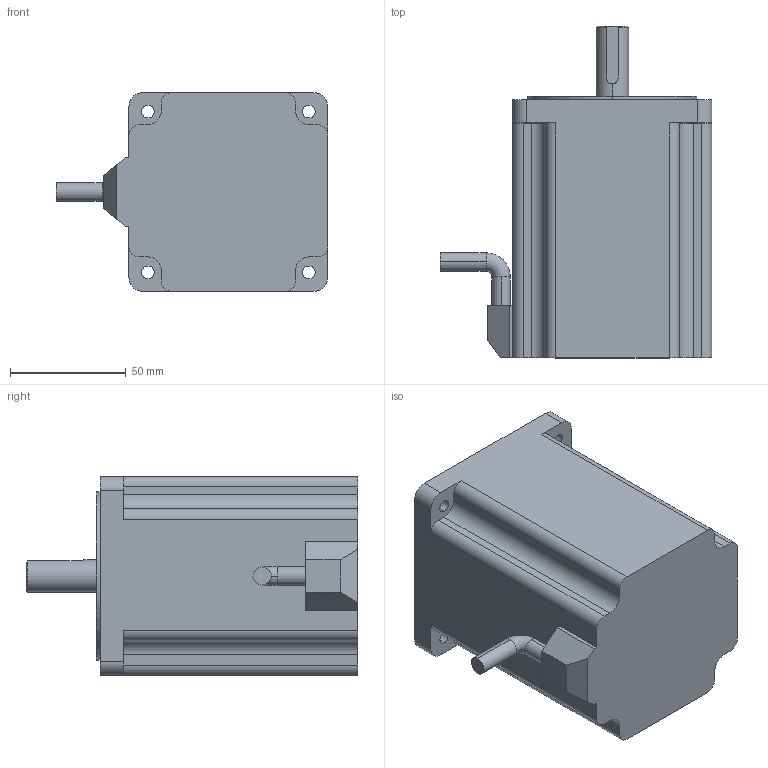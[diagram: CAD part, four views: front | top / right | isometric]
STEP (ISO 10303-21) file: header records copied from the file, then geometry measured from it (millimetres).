
FILE_DESCRIPTION (( 'STEP AP203' ), '1' );
FILE_NAME ('JK86BLS98-X015.STEP', '2022-08-02T05:09:44', ( 'WBL' ), ( 'Microsoft' ), 'SwSTEP 2.0', 'SolidWorks 2020', '' );
FILE_SCHEMA (( 'CONFIG_CONTROL_DESIGN' ));
Length unit declared in the file: millimetre
Products named in the file (1): JK86BLS98-X015
Bounding box: 117.48 x 143.5 x 86 mm (x, y, z)
Volume: 759586.4 mm3; surface area: 54419.3 mm2
Topology: 1 solids, 1 shells, 68 faces, 188 edges, 125 vertices
Faces by surface type: cylinder 33, plane 31, torus 2, cone 2
Entity records: 2320 total; most frequent: CARTESIAN_POINT 420, DIRECTION 395, ORIENTED_EDGE 376, EDGE_CURVE 188, AXIS2_PLACEMENT_3D 142, VERTEX_POINT 125, VECTOR 111, LINE 111
